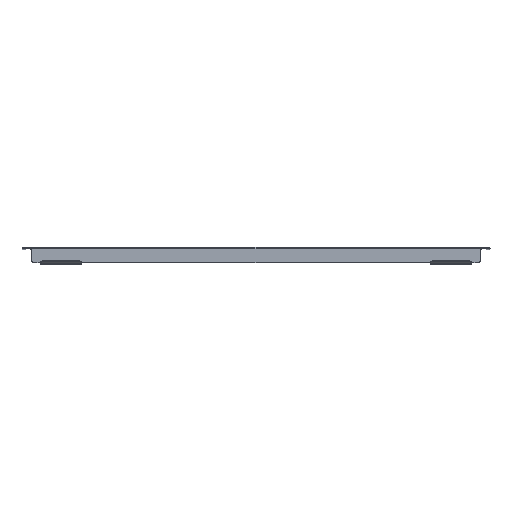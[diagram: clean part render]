
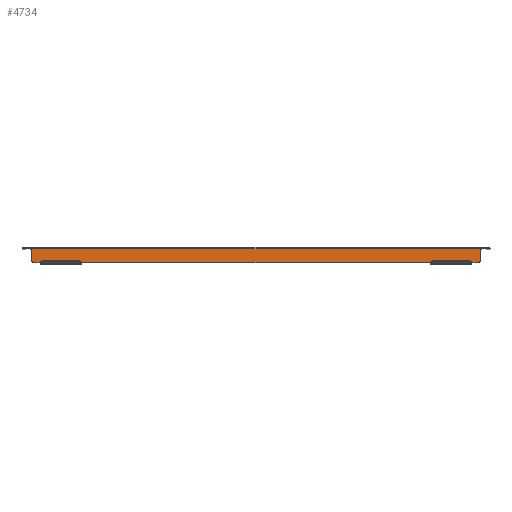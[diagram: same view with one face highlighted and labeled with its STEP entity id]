
A CAD part, top view. The second image highlights one B-rep face of the part: STEP entity #4734.
In plain terms, the highlighted planar face has unit normal (0, 0, 1).
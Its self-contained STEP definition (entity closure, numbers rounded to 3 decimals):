
#42 = VECTOR ( 'NONE', #2847, 1000. ) ;
#50 = CARTESIAN_POINT ( 'NONE',  ( 0., -3., 437.507 ) ) ;
#52 = DIRECTION ( 'NONE',  ( 0., 1., 0. ) ) ;
#84 = EDGE_CURVE ( 'NONE', #4004, #1320, #4480, .T. ) ;
#215 = VECTOR ( 'NONE', #1168, 1000. ) ;
#295 = VERTEX_POINT ( 'NONE', #3950 ) ;
#334 = CARTESIAN_POINT ( 'NONE',  ( 432.5, -3., 437.507 ) ) ;
#457 = EDGE_CURVE ( 'NONE', #1124, #3645, #5000, .T. ) ;
#558 = ORIENTED_EDGE ( 'NONE', *, *, #4999, .T. ) ;
#618 = EDGE_CURVE ( 'NONE', #4128, #295, #2006, .T. ) ;
#668 = ORIENTED_EDGE ( 'NONE', *, *, #3550, .T. ) ;
#716 = EDGE_CURVE ( 'NONE', #2790, #2682, #1983, .T. ) ;
#776 = EDGE_CURVE ( 'NONE', #295, #1466, #1668, .T. ) ;
#793 = EDGE_CURVE ( 'NONE', #1124, #1466, #1307, .T. ) ;
#801 = ORIENTED_EDGE ( 'NONE', *, *, #457, .F. ) ;
#908 = EDGE_CURVE ( 'NONE', #1320, #4324, #4286, .T. ) ;
#985 = VECTOR ( 'NONE', #4212, 1000. ) ;
#1124 = VERTEX_POINT ( 'NONE', #4073 ) ;
#1168 = DIRECTION ( 'NONE',  ( 0., -1., 0. ) ) ;
#1214 = CARTESIAN_POINT ( 'NONE',  ( 429.5, -28.8, 437.507 ) ) ;
#1251 = ORIENTED_EDGE ( 'NONE', *, *, #4093, .T. ) ;
#1307 = LINE ( 'NONE', #2232, #985 ) ;
#1320 = VERTEX_POINT ( 'NONE', #334 ) ;
#1338 = CARTESIAN_POINT ( 'NONE',  ( 0., -28.8, 437.507 ) ) ;
#1357 = ORIENTED_EDGE ( 'NONE', *, *, #1572, .T. ) ;
#1428 = PLANE ( 'NONE',  #5509 ) ;
#1433 = CARTESIAN_POINT ( 'NONE',  ( -416., -28.8, 437.507 ) ) ;
#1466 = VERTEX_POINT ( 'NONE', #6008 ) ;
#1478 = CARTESIAN_POINT ( 'NONE',  ( -336., -28.8, 437.507 ) ) ;
#1524 = CARTESIAN_POINT ( 'NONE',  ( 336., 434.7, 437.507 ) ) ;
#1563 = LINE ( 'NONE', #5550, #5360 ) ;
#1572 = EDGE_CURVE ( 'NONE', #4400, #4751, #1563, .T. ) ;
#1605 = DIRECTION ( 'NONE',  ( -1., 0., 0. ) ) ;
#1654 = EDGE_CURVE ( 'NONE', #2348, #4400, #3227, .T. ) ;
#1668 = LINE ( 'NONE', #4581, #3483 ) ;
#1778 = VECTOR ( 'NONE', #1605, 1000. ) ;
#1806 = CARTESIAN_POINT ( 'NONE',  ( 432.5, 434.7, 437.507 ) ) ;
#1898 = DIRECTION ( 'NONE',  ( 0., 0., -1. ) ) ;
#1983 = CIRCLE ( 'NONE', #4851, 3. ) ;
#1991 = CARTESIAN_POINT ( 'NONE',  ( 0., 434.7, 437.507 ) ) ;
#2006 = LINE ( 'NONE', #3991, #1778 ) ;
#2168 = CARTESIAN_POINT ( 'NONE',  ( -432.5, -25.8, 437.507 ) ) ;
#2232 = CARTESIAN_POINT ( 'NONE',  ( 0., -28.804, 437.507 ) ) ;
#2348 = VERTEX_POINT ( 'NONE', #1433 ) ;
#2385 = VECTOR ( 'NONE', #6301, 1000. ) ;
#2398 = CARTESIAN_POINT ( 'NONE',  ( -336., -28.804, 437.507 ) ) ;
#2437 = CARTESIAN_POINT ( 'NONE',  ( -432.5, 434.7, 437.507 ) ) ;
#2495 = CARTESIAN_POINT ( 'NONE',  ( 429.5, -25.8, 437.507 ) ) ;
#2506 = CARTESIAN_POINT ( 'NONE',  ( 336., -28.8, 437.507 ) ) ;
#2660 = VECTOR ( 'NONE', #6278, 1000. ) ;
#2682 = VERTEX_POINT ( 'NONE', #2982 ) ;
#2767 = ORIENTED_EDGE ( 'NONE', *, *, #5694, .T. ) ;
#2787 = DIRECTION ( 'NONE',  ( 1., 0., 0. ) ) ;
#2790 = VERTEX_POINT ( 'NONE', #2168 ) ;
#2847 = DIRECTION ( 'NONE',  ( 0., 1., 0. ) ) ;
#2982 = CARTESIAN_POINT ( 'NONE',  ( -429.5, -28.8, 437.507 ) ) ;
#3071 = DIRECTION ( 'NONE',  ( 0., 0., 1. ) ) ;
#3107 = ORIENTED_EDGE ( 'NONE', *, *, #776, .F. ) ;
#3153 = VECTOR ( 'NONE', #3395, 1000. ) ;
#3227 = LINE ( 'NONE', #5645, #215 ) ;
#3249 = VERTEX_POINT ( 'NONE', #1478 ) ;
#3368 = CARTESIAN_POINT ( 'NONE',  ( -432.5, -3., 437.507 ) ) ;
#3395 = DIRECTION ( 'NONE',  ( 0., -1., 0. ) ) ;
#3483 = VECTOR ( 'NONE', #5620, 1000. ) ;
#3499 = ORIENTED_EDGE ( 'NONE', *, *, #618, .F. ) ;
#3550 = EDGE_CURVE ( 'NONE', #4004, #2790, #5915, .T. ) ;
#3645 = VERTEX_POINT ( 'NONE', #2506 ) ;
#3656 = CARTESIAN_POINT ( 'NONE',  ( -429.5, -25.8, 437.507 ) ) ;
#3850 = VECTOR ( 'NONE', #6061, 1000. ) ;
#3882 = DIRECTION ( 'NONE',  ( 0., 1., 0. ) ) ;
#3950 = CARTESIAN_POINT ( 'NONE',  ( 416., -28.8, 437.507 ) ) ;
#3991 = CARTESIAN_POINT ( 'NONE',  ( 0., -28.8, 437.507 ) ) ;
#4004 = VERTEX_POINT ( 'NONE', #3368 ) ;
#4021 = DIRECTION ( 'NONE',  ( 1., 0., 0. ) ) ;
#4073 = CARTESIAN_POINT ( 'NONE',  ( 336., -28.804, 437.507 ) ) ;
#4093 = EDGE_CURVE ( 'NONE', #4751, #3249, #5815, .T. ) ;
#4111 = EDGE_CURVE ( 'NONE', #2682, #2348, #4843, .T. ) ;
#4128 = VERTEX_POINT ( 'NONE', #1214 ) ;
#4212 = DIRECTION ( 'NONE',  ( 1., 0., 0. ) ) ;
#4272 = LINE ( 'NONE', #5295, #2385 ) ;
#4286 = LINE ( 'NONE', #1806, #2660 ) ;
#4324 = VERTEX_POINT ( 'NONE', #5350 ) ;
#4400 = VERTEX_POINT ( 'NONE', #4944 ) ;
#4480 = LINE ( 'NONE', #50, #4549 ) ;
#4509 = DIRECTION ( 'NONE',  ( 0., 1., 0. ) ) ;
#4549 = VECTOR ( 'NONE', #4021, 1000. ) ;
#4581 = CARTESIAN_POINT ( 'NONE',  ( 416., 434.7, 437.507 ) ) ;
#4734 = ADVANCED_FACE ( 'NONE', ( #5904 ), #1428, .F. ) ;
#4751 = VERTEX_POINT ( 'NONE', #2398 ) ;
#4758 = VECTOR ( 'NONE', #2787, 1000. ) ;
#4785 = AXIS2_PLACEMENT_3D ( 'NONE', #2495, #5495, #4509 ) ;
#4843 = LINE ( 'NONE', #1338, #4758 ) ;
#4851 = AXIS2_PLACEMENT_3D ( 'NONE', #3656, #3071, #52 ) ;
#4890 = ORIENTED_EDGE ( 'NONE', *, *, #1654, .T. ) ;
#4944 = CARTESIAN_POINT ( 'NONE',  ( -416., -28.804, 437.507 ) ) ;
#4999 = EDGE_CURVE ( 'NONE', #4128, #4324, #5313, .T. ) ;
#5000 = LINE ( 'NONE', #1524, #3850 ) ;
#5098 = DIRECTION ( 'NONE',  ( 1., 0., 0. ) ) ;
#5205 = CARTESIAN_POINT ( 'NONE',  ( -336., 434.7, 437.507 ) ) ;
#5295 = CARTESIAN_POINT ( 'NONE',  ( 0., -28.8, 437.507 ) ) ;
#5313 = CIRCLE ( 'NONE', #4785, 3. ) ;
#5350 = CARTESIAN_POINT ( 'NONE',  ( 432.5, -25.8, 437.507 ) ) ;
#5360 = VECTOR ( 'NONE', #5098, 1000. ) ;
#5449 = ORIENTED_EDGE ( 'NONE', *, *, #84, .F. ) ;
#5495 = DIRECTION ( 'NONE',  ( 0., 0., 1. ) ) ;
#5509 = AXIS2_PLACEMENT_3D ( 'NONE', #1991, #1898, #3882 ) ;
#5536 = ORIENTED_EDGE ( 'NONE', *, *, #793, .T. ) ;
#5550 = CARTESIAN_POINT ( 'NONE',  ( 0., -28.804, 437.507 ) ) ;
#5567 = EDGE_LOOP ( 'NONE', ( #4890, #1357, #1251, #2767, #801, #5536, #3107, #3499, #558, #6148, #5449, #668, #6366, #5850 ) ) ;
#5620 = DIRECTION ( 'NONE',  ( 0., -1., 0. ) ) ;
#5645 = CARTESIAN_POINT ( 'NONE',  ( -416., 434.7, 437.507 ) ) ;
#5694 = EDGE_CURVE ( 'NONE', #3249, #3645, #4272, .T. ) ;
#5815 = LINE ( 'NONE', #5205, #42 ) ;
#5850 = ORIENTED_EDGE ( 'NONE', *, *, #4111, .T. ) ;
#5904 = FACE_OUTER_BOUND ( 'NONE', #5567, .T. ) ;
#5915 = LINE ( 'NONE', #2437, #3153 ) ;
#6008 = CARTESIAN_POINT ( 'NONE',  ( 416., -28.804, 437.507 ) ) ;
#6061 = DIRECTION ( 'NONE',  ( 0., 1., 0. ) ) ;
#6148 = ORIENTED_EDGE ( 'NONE', *, *, #908, .F. ) ;
#6278 = DIRECTION ( 'NONE',  ( 0., -1., 0. ) ) ;
#6301 = DIRECTION ( 'NONE',  ( 1., 0., 0. ) ) ;
#6366 = ORIENTED_EDGE ( 'NONE', *, *, #716, .T. ) ;
